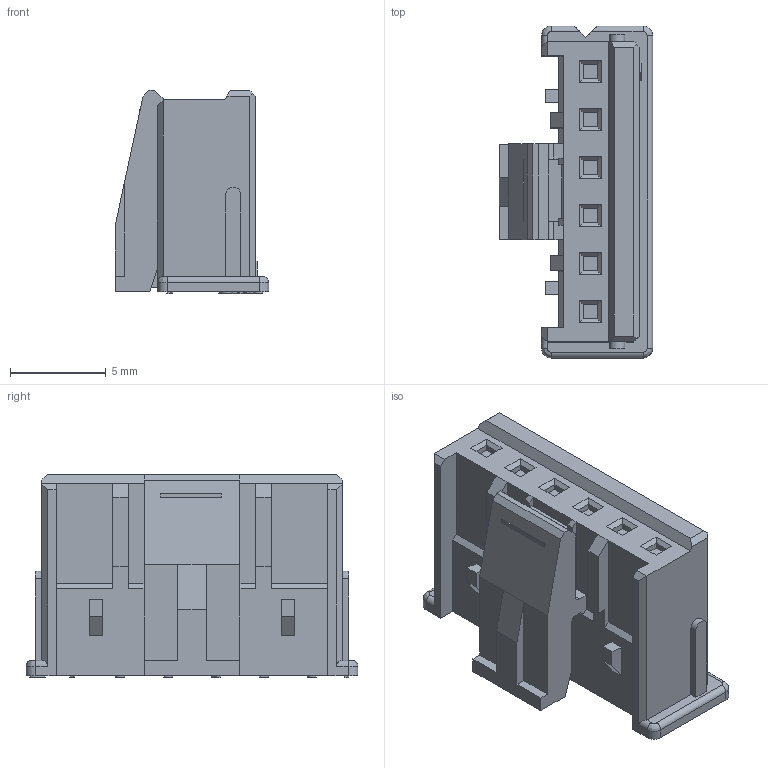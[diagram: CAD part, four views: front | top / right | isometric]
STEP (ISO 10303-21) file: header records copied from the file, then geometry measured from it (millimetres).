
FILE_DESCRIPTION((''),'2;1');
FILE_NAME('TJC2509B-6Y','2017-12-13T',('td131'),(''),'PRO/ENGINEER BY PARAMETRIC TECHNOLOGY CORPORATION, 2008380','PRO/ENGINEER BY PARAMETRIC TECHNOLOGY CORPORATION, 2008380','');
FILE_SCHEMA(('CONFIG_CONTROL_DESIGN'));
Length unit declared in the file: millimetre
Products named in the file (1): TJC2509B-6Y
Bounding box: 8 x 17.3 x 10.6 mm (x, y, z)
Volume: 762.4 mm3; surface area: 993.4 mm2
Topology: 1 solids, 1 shells, 664 faces, 1785 edges, 1158 vertices
Faces by surface type: plane 547, extrusion 77, cylinder 36, bspline 4
Entity records: 20755 total; most frequent: CARTESIAN_POINT 4455, ORIENTED_EDGE 3570, DIRECTION 2894, EDGE_CURVE 1785, VECTOR 1632, LINE 1555, VERTEX_POINT 1158, EDGE_LOOP 699
